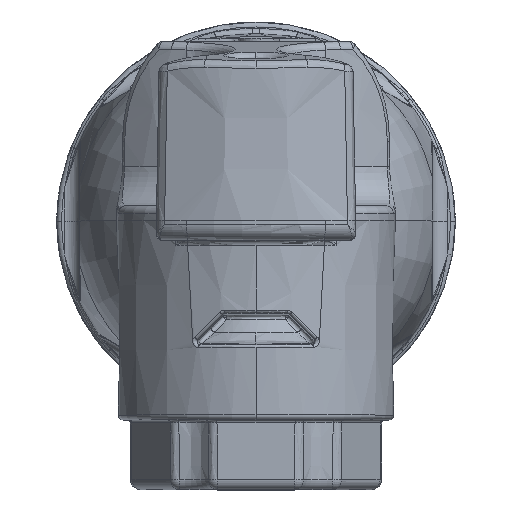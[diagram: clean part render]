
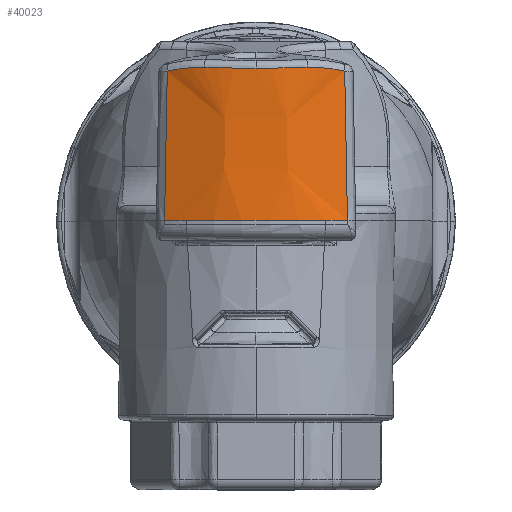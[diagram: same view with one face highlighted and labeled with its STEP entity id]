
A CAD part, top view. The second image highlights one B-rep face of the part: STEP entity #40023.
In plain terms, the highlighted conical face has half-angle 1 degrees and reference radius 18.868 mm.
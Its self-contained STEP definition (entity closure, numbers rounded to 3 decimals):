
#77 = DIRECTION ( 'NONE',  ( 0., 0., -1. ) ) ;
#485 = B_SPLINE_CURVE_WITH_KNOTS ( 'NONE', 3,
 ( #14184, #37913, #10895, #24322, #7847, #27842 ),
 .UNSPECIFIED., .F., .F.,
 ( 4, 2, 4 ),
 ( 0., 0.003, 0.005 ),
 .UNSPECIFIED. ) ;
#2262 = EDGE_CURVE ( 'NONE', #42262, #3075, #42030, .T. ) ;
#2549 = CARTESIAN_POINT ( 'NONE',  ( -6.989, 0.022, 76.525 ) ) ;
#2842 = CARTESIAN_POINT ( 'NONE',  ( -9.177, 0.022, 75.485 ) ) ;
#3075 = VERTEX_POINT ( 'NONE', #23944 ) ;
#4249 = CARTESIAN_POINT ( 'NONE',  ( -8.903, 15.014, 75.337 ) ) ;
#4867 = EDGE_CURVE ( 'NONE', #21113, #28319, #24608, .T. ) ;
#5045 = CARTESIAN_POINT ( 'NONE',  ( 0.001, 0.022, 59. ) ) ;
#5262 = ORIENTED_EDGE ( 'NONE', *, *, #35092, .T. ) ;
#5697 = ORIENTED_EDGE ( 'NONE', *, *, #41773, .T. ) ;
#6206 = CARTESIAN_POINT ( 'NONE',  ( 5.226, 15.384, 76.851 ) ) ;
#6415 = CARTESIAN_POINT ( 'NONE',  ( 6.52, 15.422, 76.471 ) ) ;
#7509 = CIRCLE ( 'NONE', #11683, 18.868 ) ;
#7847 = CARTESIAN_POINT ( 'NONE',  ( 0.878, 15.308, 77.601 ) ) ;
#7889 = CARTESIAN_POINT ( 'NONE',  ( 9.14, 2.155, 75.464 ) ) ;
#8047 = VERTEX_POINT ( 'NONE', #23820 ) ;
#8155 = ORIENTED_EDGE ( 'NONE', *, *, #29669, .T. ) ;
#8171 = DIRECTION ( 'NONE',  ( 0., 1., 0. ) ) ;
#8691 = DIRECTION ( 'NONE',  ( 0., 0., -1. ) ) ;
#9053 = CARTESIAN_POINT ( 'NONE',  ( 5.226, 15.384, 76.851 ) ) ;
#9762 = EDGE_CURVE ( 'NONE', #15157, #36699, #35387, .T. ) ;
#9830 = CARTESIAN_POINT ( 'NONE',  ( -9.037, 7.688, 75.41 ) ) ;
#10039 = VERTEX_POINT ( 'NONE', #9053 ) ;
#10338 = CARTESIAN_POINT ( 'NONE',  ( -4.373, 15.358, 77.101 ) ) ;
#10384 = EDGE_CURVE ( 'NONE', #18992, #21113, #28000, .T. ) ;
#10856 = DIRECTION ( 'NONE',  ( 0., 1., 0. ) ) ;
#10895 = CARTESIAN_POINT ( 'NONE',  ( 3.5, 15.339, 77.29 ) ) ;
#10899 = CARTESIAN_POINT ( 'NONE',  ( 9.179, 0.022, 75.485 ) ) ;
#11637 = EDGE_CURVE ( 'NONE', #8047, #12293, #42488, .T. ) ;
#11683 = AXIS2_PLACEMENT_3D ( 'NONE', #25156, #10856, #20989 ) ;
#12074 = VERTEX_POINT ( 'NONE', #10899 ) ;
#12293 = VERTEX_POINT ( 'NONE', #15945 ) ;
#13373 = ORIENTED_EDGE ( 'NONE', *, *, #11637, .T. ) ;
#13402 = EDGE_CURVE ( 'NONE', #3075, #15157, #7509, .T. ) ;
#13628 = AXIS2_PLACEMENT_3D ( 'NONE', #5045, #38836, #18427 ) ;
#14018 = CARTESIAN_POINT ( 'NONE',  ( 9.121, 3.221, 75.454 ) ) ;
#14184 = CARTESIAN_POINT ( 'NONE',  ( 5.226, 15.384, 76.851 ) ) ;
#14779 = DIRECTION ( 'NONE',  ( 0., 1., 0. ) ) ;
#15157 = VERTEX_POINT ( 'NONE', #2549 ) ;
#15945 = CARTESIAN_POINT ( 'NONE',  ( 8.905, 15.014, 75.337 ) ) ;
#16068 = CARTESIAN_POINT ( 'NONE',  ( 7.744, 15.287, 75.965 ) ) ;
#16756 = ORIENTED_EDGE ( 'NONE', *, *, #13402, .T. ) ;
#17080 = AXIS2_PLACEMENT_3D ( 'NONE', #40215, #23134, #77 ) ;
#17410 = CARTESIAN_POINT ( 'NONE',  ( -6.518, 15.422, 76.471 ) ) ;
#17455 = EDGE_CURVE ( 'NONE', #12074, #8047, #39595, .T. ) ;
#17647 = CARTESIAN_POINT ( 'NONE',  ( 0.001, 0.022, 59. ) ) ;
#17794 = CARTESIAN_POINT ( 'NONE',  ( -5.224, 15.384, 76.851 ) ) ;
#17984 = CARTESIAN_POINT ( 'NONE',  ( 9.179, 0.022, 75.485 ) ) ;
#18263 = DIRECTION ( 'NONE',  ( 0., 0., -1. ) ) ;
#18374 = ORIENTED_EDGE ( 'NONE', *, *, #4867, .T. ) ;
#18427 = DIRECTION ( 'NONE',  ( 0., 0., -1. ) ) ;
#18992 = VERTEX_POINT ( 'NONE', #36061 ) ;
#19008 = B_SPLINE_CURVE_WITH_KNOTS ( 'NONE', 3,
 ( #19594, #16068, #6415, #6206 ),
 .UNSPECIFIED., .F., .F.,
 ( 4, 4 ),
 ( 0., 0.004 ),
 .UNSPECIFIED. ) ;
#19594 = CARTESIAN_POINT ( 'NONE',  ( 8.905, 15.014, 75.337 ) ) ;
#19886 = EDGE_LOOP ( 'NONE', ( #13373, #8155, #25812, #24363, #18374, #5697, #38783, #16756, #40865, #5262, #21020 ) ) ;
#20592 = CARTESIAN_POINT ( 'NONE',  ( 6.991, 0.022, 76.525 ) ) ;
#20989 = DIRECTION ( 'NONE',  ( 0., 0., -1. ) ) ;
#21020 = ORIENTED_EDGE ( 'NONE', *, *, #17455, .T. ) ;
#21113 = VERTEX_POINT ( 'NONE', #17794 ) ;
#21985 = CIRCLE ( 'NONE', #34569, 18.868 ) ;
#23039 = CARTESIAN_POINT ( 'NONE',  ( -8.903, 15.014, 75.337 ) ) ;
#23134 = DIRECTION ( 'NONE',  ( 0., -1., 0. ) ) ;
#23459 = CARTESIAN_POINT ( 'NONE',  ( -9.153, 1.356, 75.472 ) ) ;
#23820 = CARTESIAN_POINT ( 'NONE',  ( 9.179, 0.022, 75.485 ) ) ;
#23944 = CARTESIAN_POINT ( 'NONE',  ( -9.177, 0.022, 75.485 ) ) ;
#23986 = FACE_OUTER_BOUND ( 'NONE', #19886, .T. ) ;
#24322 = CARTESIAN_POINT ( 'NONE',  ( 1.753, 15.314, 77.539 ) ) ;
#24363 = ORIENTED_EDGE ( 'NONE', *, *, #10384, .T. ) ;
#24405 = CARTESIAN_POINT ( 'NONE',  ( -3.508, 15.34, 77.288 ) ) ;
#24608 = B_SPLINE_CURVE_WITH_KNOTS ( 'NONE', 3,
 ( #37613, #17410, #31468, #4249 ),
 .UNSPECIFIED., .F., .F.,
 ( 4, 4 ),
 ( 0., 0.004 ),
 .UNSPECIFIED. ) ;
#24620 = CARTESIAN_POINT ( 'NONE',  ( -0.874, 15.308, 77.601 ) ) ;
#25156 = CARTESIAN_POINT ( 'NONE',  ( 0.001, 0.022, 59. ) ) ;
#25812 = ORIENTED_EDGE ( 'NONE', *, *, #36643, .T. ) ;
#27706 = CARTESIAN_POINT ( 'NONE',  ( -1.752, 15.314, 77.539 ) ) ;
#27842 = CARTESIAN_POINT ( 'NONE',  ( 0.001, 15.308, 77.601 ) ) ;
#28000 = B_SPLINE_CURVE_WITH_KNOTS ( 'NONE', 3,
 ( #41265, #24620, #27706, #24405, #10338, #37996 ),
 .UNSPECIFIED., .F., .F.,
 ( 4, 2, 4 ),
 ( 0.005, 0.008, 0.011 ),
 .UNSPECIFIED. ) ;
#28319 = VERTEX_POINT ( 'NONE', #34857 ) ;
#29669 = EDGE_CURVE ( 'NONE', #12293, #10039, #19008, .T. ) ;
#31165 = CARTESIAN_POINT ( 'NONE',  ( 8.977, 11.083, 75.376 ) ) ;
#31387 = CARTESIAN_POINT ( 'NONE',  ( 8.905, 15.014, 75.337 ) ) ;
#31468 = CARTESIAN_POINT ( 'NONE',  ( -7.742, 15.287, 75.965 ) ) ;
#32631 = CARTESIAN_POINT ( 'NONE',  ( 0.001, 0.022, 59. ) ) ;
#33031 = CARTESIAN_POINT ( 'NONE',  ( -9.177, 0.022, 75.485 ) ) ;
#33093 = B_SPLINE_CURVE_WITH_KNOTS ( 'NONE', 3,
 ( #23039, #39910, #9830, #33561, #40119, #23459, #2842 ),
 .UNSPECIFIED., .F., .F.,
 ( 4, 3, 4 ),
 ( 0.005, 0.016, 0.02 ),
 .UNSPECIFIED. ) ;
#33250 = CONICAL_SURFACE ( 'NONE', #17080, 18.868, 0.017 ) ;
#33561 = CARTESIAN_POINT ( 'NONE',  ( -9.104, 4.025, 75.446 ) ) ;
#33813 = CARTESIAN_POINT ( 'NONE',  ( 9.16, 1.088, 75.475 ) ) ;
#34569 = AXIS2_PLACEMENT_3D ( 'NONE', #17647, #14779, #37850 ) ;
#34857 = CARTESIAN_POINT ( 'NONE',  ( -8.903, 15.014, 75.337 ) ) ;
#35092 = EDGE_CURVE ( 'NONE', #36699, #12074, #21985, .T. ) ;
#35387 = CIRCLE ( 'NONE', #40940, 18.868 ) ;
#36061 = CARTESIAN_POINT ( 'NONE',  ( 0.001, 15.308, 77.601 ) ) ;
#36643 = EDGE_CURVE ( 'NONE', #10039, #18992, #485, .T. ) ;
#36699 = VERTEX_POINT ( 'NONE', #20592 ) ;
#37532 = CARTESIAN_POINT ( 'NONE',  ( 9.049, 7.152, 75.415 ) ) ;
#37613 = CARTESIAN_POINT ( 'NONE',  ( -5.224, 15.384, 76.851 ) ) ;
#37850 = DIRECTION ( 'NONE',  ( 0., 0., -1. ) ) ;
#37913 = CARTESIAN_POINT ( 'NONE',  ( 4.373, 15.358, 77.101 ) ) ;
#37996 = CARTESIAN_POINT ( 'NONE',  ( -5.224, 15.384, 76.851 ) ) ;
#38236 = CARTESIAN_POINT ( 'NONE',  ( 0.001, 0.022, 59. ) ) ;
#38783 = ORIENTED_EDGE ( 'NONE', *, *, #2262, .T. ) ;
#38836 = DIRECTION ( 'NONE',  ( 0., 1., 0. ) ) ;
#38984 = DIRECTION ( 'NONE',  ( 0., 1., 0. ) ) ;
#39595 = CIRCLE ( 'NONE', #13628, 18.868 ) ;
#39910 = CARTESIAN_POINT ( 'NONE',  ( -8.97, 11.351, 75.374 ) ) ;
#40023 = ADVANCED_FACE ( 'NONE', ( #23986 ), #33250, .T. ) ;
#40119 = CARTESIAN_POINT ( 'NONE',  ( -9.129, 2.691, 75.459 ) ) ;
#40215 = CARTESIAN_POINT ( 'NONE',  ( 0.001, 0.022, 59. ) ) ;
#40627 = AXIS2_PLACEMENT_3D ( 'NONE', #38236, #8171, #18263 ) ;
#40865 = ORIENTED_EDGE ( 'NONE', *, *, #9762, .T. ) ;
#40940 = AXIS2_PLACEMENT_3D ( 'NONE', #32631, #38984, #8691 ) ;
#41265 = CARTESIAN_POINT ( 'NONE',  ( 0.001, 15.308, 77.601 ) ) ;
#41773 = EDGE_CURVE ( 'NONE', #28319, #42262, #33093, .T. ) ;
#42030 = CIRCLE ( 'NONE', #40627, 18.868 ) ;
#42262 = VERTEX_POINT ( 'NONE', #33031 ) ;
#42488 = B_SPLINE_CURVE_WITH_KNOTS ( 'NONE', 3,
 ( #17984, #33813, #7889, #14018, #37532, #31165, #31387 ),
 .UNSPECIFIED., .F., .F.,
 ( 4, 3, 4 ),
 ( 0., 0.003, 0.015 ),
 .UNSPECIFIED. ) ;
